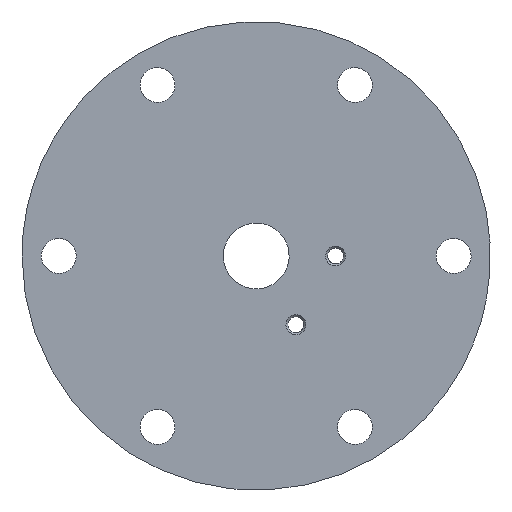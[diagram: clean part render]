
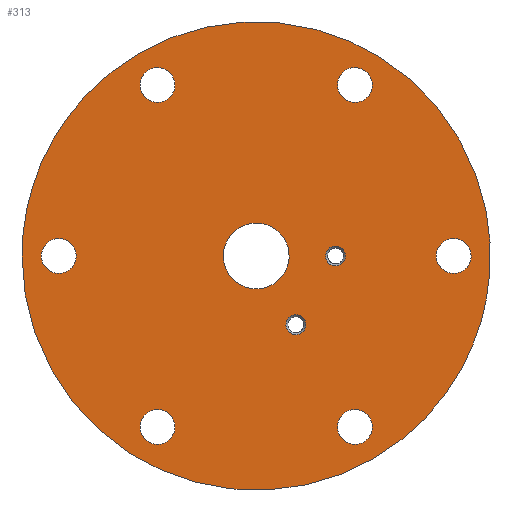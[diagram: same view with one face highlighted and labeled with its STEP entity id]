
A CAD part, front view. The second image highlights one B-rep face of the part: STEP entity #313.
In plain terms, the highlighted planar face has unit normal (0, -1, 0).
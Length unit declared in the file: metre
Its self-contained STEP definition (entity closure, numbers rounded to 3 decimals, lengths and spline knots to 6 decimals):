
#20=EDGE_CURVE('',#21,#21,#23,.T.);
#21=VERTEX_POINT('',#22);
#22=CARTESIAN_POINT('',(-0.0605,0.0,0.0));
#23=(B_SPLINE_CURVE(3,(#24,#25,#26,#27,#28,#29,#30),.UNSPECIFIED.,.T.,.U.)B_SPLINE_CURVE_WITH_KNOTS(
  (4,3,4),(0.0,0.5,1.0),.UNSPECIFIED.)BOUNDED_CURVE()CURVE()GEOMETRIC_REPRESENTATION_ITEM(
  )RATIONAL_B_SPLINE_CURVE((1.0,0.333,0.333,1.0,
  0.333,0.333,1.0))REPRESENTATION_ITEM(''));
#24=CARTESIAN_POINT('',(-0.0605,0.0,0.0));
#25=CARTESIAN_POINT('',(-0.0605,0.0,-0.121));
#26=CARTESIAN_POINT('',(0.0605,0.0,-0.121));
#27=CARTESIAN_POINT('',(0.0605,0.0,-0.0));
#28=CARTESIAN_POINT('',(0.0605,0.0,0.121));
#29=CARTESIAN_POINT('',(-0.0605,0.0,0.121));
#30=CARTESIAN_POINT('',(-0.0605,0.0,0.0));
#313=ADVANCED_FACE('',(#320,#334,#348,#362,#376,#390,#404,#418,#432,#445),
  #314,.T.);
#314=PLANE('',#315);
#315=AXIS2_PLACEMENT_3D('',#316,#317,#318);
#316=CARTESIAN_POINT('',(0.0,0.0,0.0));
#317=DIRECTION('',(0.0,-1.0,0.0));
#318=DIRECTION('',(0.0,0.0,1.0));
#319=CARTESIAN_POINT('',(0.0205,0.0,-0.002567));
#320=FACE_BOUND('',#321,.T.);
#321=EDGE_LOOP('',(#322));
#322=ORIENTED_EDGE('',*,*,#323,.T.);
#323=EDGE_CURVE('',#324,#324,#326,.F.);
#324=VERTEX_POINT('fictive',#325);
#325=CARTESIAN_POINT('',(0.0205,0.0,-0.002567));
#326=(B_SPLINE_CURVE(3,(#319,#327,#328,#329,#330,#331,#332),.UNSPECIFIED.,
  .T.,.U.)B_SPLINE_CURVE_WITH_KNOTS((4,3,4),(0.0,0.5,1.0),.UNSPECIFIED.)BOUNDED_CURVE(
  )CURVE()GEOMETRIC_REPRESENTATION_ITEM()RATIONAL_B_SPLINE_CURVE((1.0,
  0.333,0.333,1.0,0.333,
  0.333,1.0))REPRESENTATION_ITEM(''));
#327=CARTESIAN_POINT('',(0.025634,0.0,-0.002567));
#328=CARTESIAN_POINT('',(0.025634,0.0,0.002567));
#329=CARTESIAN_POINT('',(0.0205,0.0,0.002567));
#330=CARTESIAN_POINT('',(0.015366,0.0,0.002567));
#331=CARTESIAN_POINT('',(0.015366,0.0,-0.002567));
#332=CARTESIAN_POINT('',(0.0205,0.0,-0.002567));
#333=CARTESIAN_POINT('',(0.01025,0.0,-0.020321));
#334=FACE_BOUND('',#335,.T.);
#335=EDGE_LOOP('',(#336));
#336=ORIENTED_EDGE('',*,*,#337,.T.);
#337=EDGE_CURVE('',#338,#338,#340,.F.);
#338=VERTEX_POINT('fictive',#339);
#339=CARTESIAN_POINT('',(0.01025,0.0,-0.020321));
#340=(B_SPLINE_CURVE(3,(#333,#341,#342,#343,#344,#345,#346),.UNSPECIFIED.,
  .T.,.U.)B_SPLINE_CURVE_WITH_KNOTS((4,3,4),(0.0,0.5,1.0),.UNSPECIFIED.)BOUNDED_CURVE(
  )CURVE()GEOMETRIC_REPRESENTATION_ITEM()RATIONAL_B_SPLINE_CURVE((1.0,
  0.333,0.333,1.0,0.333,
  0.333,1.0))REPRESENTATION_ITEM(''));
#341=CARTESIAN_POINT('',(0.015384,0.0,-0.020321));
#342=CARTESIAN_POINT('',(0.015384,0.0,-0.015187));
#343=CARTESIAN_POINT('',(0.01025,0.0,-0.015187));
#344=CARTESIAN_POINT('',(0.005116,0.0,-0.015187));
#345=CARTESIAN_POINT('',(0.005116,0.0,-0.020321));
#346=CARTESIAN_POINT('',(0.01025,0.0,-0.020321));
#347=CARTESIAN_POINT('',(-0.0255,0.0,0.039667));
#348=FACE_BOUND('',#349,.T.);
#349=EDGE_LOOP('',(#350));
#350=ORIENTED_EDGE('',*,*,#351,.T.);
#351=EDGE_CURVE('',#352,#352,#354,.T.);
#352=VERTEX_POINT('fictive',#353);
#353=CARTESIAN_POINT('',(-0.0255,0.0,0.039667));
#354=(B_SPLINE_CURVE(3,(#347,#355,#356,#357,#358,#359,#360),.UNSPECIFIED.,
  .T.,.U.)B_SPLINE_CURVE_WITH_KNOTS((4,3,4),(0.0,0.5,1.0),.UNSPECIFIED.)BOUNDED_CURVE(
  )CURVE()GEOMETRIC_REPRESENTATION_ITEM()RATIONAL_B_SPLINE_CURVE((1.0,
  0.333,0.333,1.0,0.333,
  0.333,1.0))REPRESENTATION_ITEM(''));
#355=CARTESIAN_POINT('',(-0.0345,-0.0,0.039667));
#356=CARTESIAN_POINT('',(-0.0345,-0.0,0.048667));
#357=CARTESIAN_POINT('',(-0.0255,-0.0,0.048667));
#358=CARTESIAN_POINT('',(-0.0165,0.0,0.048667));
#359=CARTESIAN_POINT('',(-0.0165,0.0,0.039667));
#360=CARTESIAN_POINT('',(-0.0255,0.0,0.039667));
#361=CARTESIAN_POINT('',(-0.051,0.0,-0.0045));
#362=FACE_BOUND('',#363,.T.);
#363=EDGE_LOOP('',(#364));
#364=ORIENTED_EDGE('',*,*,#365,.T.);
#365=EDGE_CURVE('',#366,#366,#368,.T.);
#366=VERTEX_POINT('fictive',#367);
#367=CARTESIAN_POINT('',(-0.051,0.0,-0.0045));
#368=(B_SPLINE_CURVE(3,(#361,#369,#370,#371,#372,#373,#374),.UNSPECIFIED.,
  .T.,.U.)B_SPLINE_CURVE_WITH_KNOTS((4,3,4),(0.0,0.5,1.0),.UNSPECIFIED.)BOUNDED_CURVE(
  )CURVE()GEOMETRIC_REPRESENTATION_ITEM()RATIONAL_B_SPLINE_CURVE((1.0,
  0.333,0.333,1.0,0.333,
  0.333,1.0))REPRESENTATION_ITEM(''));
#369=CARTESIAN_POINT('',(-0.06,-0.0,-0.0045));
#370=CARTESIAN_POINT('',(-0.06,-0.0,0.0045));
#371=CARTESIAN_POINT('',(-0.051,-0.0,0.0045));
#372=CARTESIAN_POINT('',(-0.042,0.0,0.0045));
#373=CARTESIAN_POINT('',(-0.042,0.0,-0.0045));
#374=CARTESIAN_POINT('',(-0.051,0.0,-0.0045));
#375=CARTESIAN_POINT('',(-0.0255,0.0,-0.048667));
#376=FACE_BOUND('',#377,.T.);
#377=EDGE_LOOP('',(#378));
#378=ORIENTED_EDGE('',*,*,#379,.T.);
#379=EDGE_CURVE('',#380,#380,#382,.T.);
#380=VERTEX_POINT('fictive',#381);
#381=CARTESIAN_POINT('',(-0.0255,0.0,-0.048667));
#382=(B_SPLINE_CURVE(3,(#375,#383,#384,#385,#386,#387,#388),.UNSPECIFIED.,
  .T.,.U.)B_SPLINE_CURVE_WITH_KNOTS((4,3,4),(0.0,0.5,1.0),.UNSPECIFIED.)BOUNDED_CURVE(
  )CURVE()GEOMETRIC_REPRESENTATION_ITEM()RATIONAL_B_SPLINE_CURVE((1.0,
  0.333,0.333,1.0,0.333,
  0.333,1.0))REPRESENTATION_ITEM(''));
#383=CARTESIAN_POINT('',(-0.0345,-0.0,-0.048667));
#384=CARTESIAN_POINT('',(-0.0345,-0.0,-0.039667));
#385=CARTESIAN_POINT('',(-0.0255,-0.0,-0.039667));
#386=CARTESIAN_POINT('',(-0.0165,0.0,-0.039667));
#387=CARTESIAN_POINT('',(-0.0165,0.0,-0.048667));
#388=CARTESIAN_POINT('',(-0.0255,0.0,-0.048667));
#389=CARTESIAN_POINT('',(0.0255,0.0,-0.048667));
#390=FACE_BOUND('',#391,.T.);
#391=EDGE_LOOP('',(#392));
#392=ORIENTED_EDGE('',*,*,#393,.T.);
#393=EDGE_CURVE('',#394,#394,#396,.T.);
#394=VERTEX_POINT('fictive',#395);
#395=CARTESIAN_POINT('',(0.0255,0.0,-0.048667));
#396=(B_SPLINE_CURVE(3,(#389,#397,#398,#399,#400,#401,#402),.UNSPECIFIED.,
  .T.,.U.)B_SPLINE_CURVE_WITH_KNOTS((4,3,4),(0.0,0.5,1.0),.UNSPECIFIED.)BOUNDED_CURVE(
  )CURVE()GEOMETRIC_REPRESENTATION_ITEM()RATIONAL_B_SPLINE_CURVE((1.0,
  0.333,0.333,1.0,0.333,
  0.333,1.0))REPRESENTATION_ITEM(''));
#397=CARTESIAN_POINT('',(0.0165,-0.0,-0.048667));
#398=CARTESIAN_POINT('',(0.0165,-0.0,-0.039667));
#399=CARTESIAN_POINT('',(0.0255,-0.0,-0.039667));
#400=CARTESIAN_POINT('',(0.0345,0.0,-0.039667));
#401=CARTESIAN_POINT('',(0.0345,0.0,-0.048667));
#402=CARTESIAN_POINT('',(0.0255,0.0,-0.048667));
#403=CARTESIAN_POINT('',(0.051,0.0,-0.0045));
#404=FACE_BOUND('',#405,.T.);
#405=EDGE_LOOP('',(#406));
#406=ORIENTED_EDGE('',*,*,#407,.T.);
#407=EDGE_CURVE('',#408,#408,#410,.T.);
#408=VERTEX_POINT('fictive',#409);
#409=CARTESIAN_POINT('',(0.051,0.0,-0.0045));
#410=(B_SPLINE_CURVE(3,(#403,#411,#412,#413,#414,#415,#416),.UNSPECIFIED.,
  .T.,.U.)B_SPLINE_CURVE_WITH_KNOTS((4,3,4),(0.0,0.5,1.0),.UNSPECIFIED.)BOUNDED_CURVE(
  )CURVE()GEOMETRIC_REPRESENTATION_ITEM()RATIONAL_B_SPLINE_CURVE((1.0,
  0.333,0.333,1.0,0.333,
  0.333,1.0))REPRESENTATION_ITEM(''));
#411=CARTESIAN_POINT('',(0.042,-0.0,-0.0045));
#412=CARTESIAN_POINT('',(0.042,-0.0,0.0045));
#413=CARTESIAN_POINT('',(0.051,-0.0,0.0045));
#414=CARTESIAN_POINT('',(0.06,0.0,0.0045));
#415=CARTESIAN_POINT('',(0.06,0.0,-0.0045));
#416=CARTESIAN_POINT('',(0.051,0.0,-0.0045));
#417=CARTESIAN_POINT('',(0.0255,0.0,0.039667));
#418=FACE_BOUND('',#419,.T.);
#419=EDGE_LOOP('',(#420));
#420=ORIENTED_EDGE('',*,*,#421,.T.);
#421=EDGE_CURVE('',#422,#422,#424,.T.);
#422=VERTEX_POINT('fictive',#423);
#423=CARTESIAN_POINT('',(0.0255,0.0,0.039667));
#424=(B_SPLINE_CURVE(3,(#417,#425,#426,#427,#428,#429,#430),.UNSPECIFIED.,
  .T.,.U.)B_SPLINE_CURVE_WITH_KNOTS((4,3,4),(0.0,0.5,1.0),.UNSPECIFIED.)BOUNDED_CURVE(
  )CURVE()GEOMETRIC_REPRESENTATION_ITEM()RATIONAL_B_SPLINE_CURVE((1.0,
  0.333,0.333,1.0,0.333,
  0.333,1.0))REPRESENTATION_ITEM(''));
#425=CARTESIAN_POINT('',(0.0165,-0.0,0.039667));
#426=CARTESIAN_POINT('',(0.0165,-0.0,0.048667));
#427=CARTESIAN_POINT('',(0.0255,-0.0,0.048667));
#428=CARTESIAN_POINT('',(0.0345,0.0,0.048667));
#429=CARTESIAN_POINT('',(0.0345,0.0,0.039667));
#430=CARTESIAN_POINT('',(0.0255,0.0,0.039667));
#431=CARTESIAN_POINT('',(0.0,0.0,-0.0085));
#432=FACE_BOUND('',#433,.T.);
#433=EDGE_LOOP('',(#434));
#434=ORIENTED_EDGE('',*,*,#435,.T.);
#435=EDGE_CURVE('',#436,#436,#438,.T.);
#436=VERTEX_POINT('fictive',#437);
#437=CARTESIAN_POINT('',(0.0,0.0,-0.0085));
#438=(B_SPLINE_CURVE(3,(#431,#439,#440,#441,#442,#443,#444),.UNSPECIFIED.,
  .T.,.U.)B_SPLINE_CURVE_WITH_KNOTS((4,3,4),(0.0,0.5,1.0),.UNSPECIFIED.)BOUNDED_CURVE(
  )CURVE()GEOMETRIC_REPRESENTATION_ITEM()RATIONAL_B_SPLINE_CURVE((1.0,
  0.333,0.333,1.0,0.333,
  0.333,1.0))REPRESENTATION_ITEM(''));
#439=CARTESIAN_POINT('',(-0.017,-0.0,-0.0085));
#440=CARTESIAN_POINT('',(-0.017,-0.0,0.0085));
#441=CARTESIAN_POINT('',(-0.0,-0.0,0.0085));
#442=CARTESIAN_POINT('',(0.017,0.0,0.0085));
#443=CARTESIAN_POINT('',(0.017,0.0,-0.0085));
#444=CARTESIAN_POINT('',(0.0,0.0,-0.0085));
#445=FACE_OUTER_BOUND('',#446,.T.);
#446=EDGE_LOOP('',(#447));
#447=ORIENTED_EDGE('',*,*,#20,.T.);
